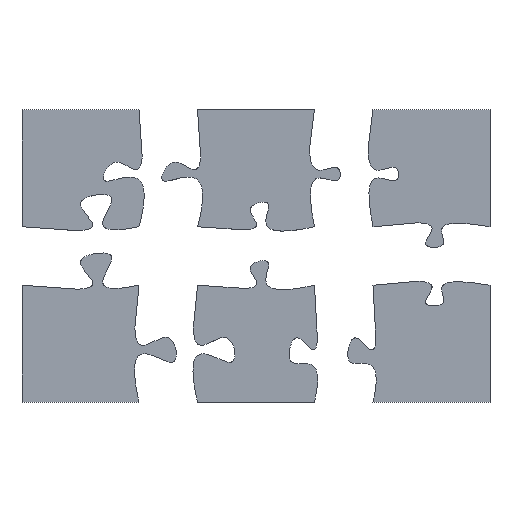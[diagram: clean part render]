
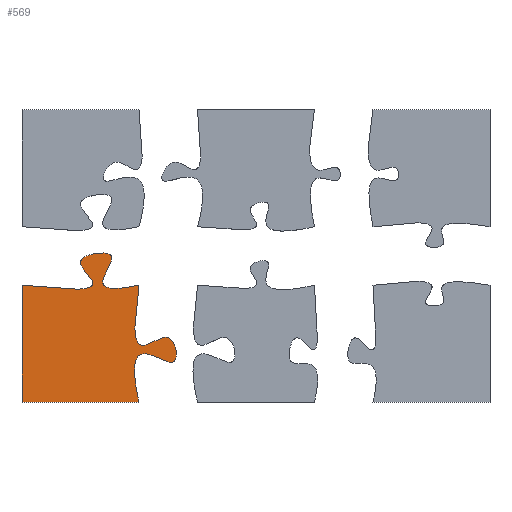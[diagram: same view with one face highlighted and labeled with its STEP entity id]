
A CAD part, top view. The second image highlights one B-rep face of the part: STEP entity #569.
In plain terms, the highlighted planar face has unit normal (0, 0, 1).
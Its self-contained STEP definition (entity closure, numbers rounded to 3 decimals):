
#432=CARTESIAN_POINT('',(5.,5.,1.));
#433=VERTEX_POINT('',#432);
#440=CARTESIAN_POINT('',(5.,-5.,1.));
#441=VERTEX_POINT('',#440);
#442=CARTESIAN_POINT('',(5.,5.,1.));
#443=CARTESIAN_POINT('',(3.721,-3.003,1.));
#444=CARTESIAN_POINT('',(7.649,3.146,1.));
#445=CARTESIAN_POINT('',(9.004,-4.141,1.));
#446=CARTESIAN_POINT('',(3.47,1.808,1.));
#447=CARTESIAN_POINT('',(5.,-5.,1.));
#448=B_SPLINE_CURVE_WITH_KNOTS('',3,(#442,#443,#444,#445,#446,#447),.UNSPECIFIED.,.F.,.F.,(4,1,1,4),(0.,0.386,0.617,1.),.UNSPECIFIED.);
#449=EDGE_CURVE('',#433,#441,#448,.T.);
#484=CARTESIAN_POINT('',(-5.,5.,1.));
#485=VERTEX_POINT('',#484);
#492=CARTESIAN_POINT('',(-5.,5.,1.));
#493=CARTESIAN_POINT('',(4.82,3.826,1.));
#494=CARTESIAN_POINT('',(-3.346,7.136,1.));
#495=CARTESIAN_POINT('',(5.503,8.527,1.));
#496=CARTESIAN_POINT('',(-0.543,3.845,1.));
#497=CARTESIAN_POINT('',(5.,5.,1.));
#498=B_SPLINE_CURVE_WITH_KNOTS('',3,(#492,#493,#494,#495,#496,#497),.UNSPECIFIED.,.F.,.F.,(4,1,1,4),(0.,0.405,0.637,1.),.UNSPECIFIED.);
#499=EDGE_CURVE('',#485,#433,#498,.T.);
#518=CARTESIAN_POINT('',(-5.,-5.,1.));
#519=VERTEX_POINT('',#518);
#526=CARTESIAN_POINT('',(-5.,-5.,1.));
#527=DIRECTION('',(0.,1.,0.));
#528=VECTOR('',#527,10.);
#529=LINE('',#526,#528);
#530=EDGE_CURVE('',#519,#485,#529,.T.);
#548=CARTESIAN_POINT('',(-5.,-5.,1.));
#549=DIRECTION('',(1.,0.,-0.));
#550=VECTOR('',#549,10.);
#551=LINE('',#548,#550);
#552=EDGE_CURVE('',#519,#441,#551,.T.);
#558=CARTESIAN_POINT('',(0.,0.,1.));
#559=DIRECTION('',(0.,0.,1.));
#560=DIRECTION('',(1.,0.,0.));
#561=AXIS2_PLACEMENT_3D('',#558,#559,#560);
#562=PLANE('',#561);
#563=ORIENTED_EDGE('',*,*,#449,.F.);
#564=ORIENTED_EDGE('',*,*,#499,.F.);
#565=ORIENTED_EDGE('',*,*,#530,.F.);
#566=ORIENTED_EDGE('',*,*,#552,.T.);
#567=EDGE_LOOP('',(#563,#564,#565,#566));
#568=FACE_BOUND('',#567,.T.);
#569=ADVANCED_FACE('',(#568),#562,.T.);
